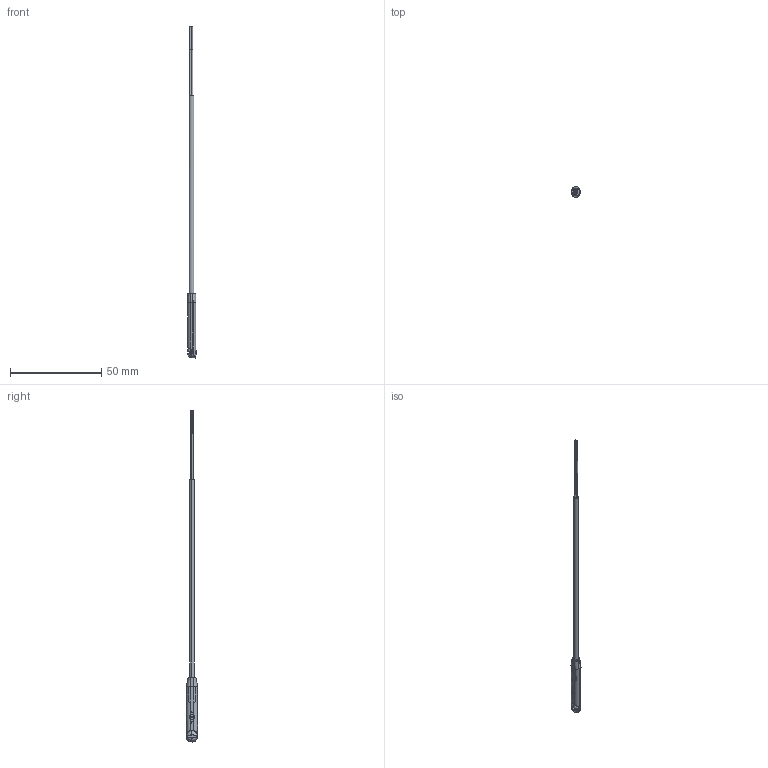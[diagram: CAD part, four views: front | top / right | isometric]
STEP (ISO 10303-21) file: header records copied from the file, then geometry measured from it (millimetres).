
FILE_DESCRIPTION (( 'STEP AP214' ), '1' );
FILE_NAME ('CPS9Q-AP-A.STEP', '2015-02-18T19:29:57', ( '' ), ( '' ), 'SwSTEP 2.0', 'SolidWorks 2014', '' );
FILE_SCHEMA (( 'AUTOMOTIVE_DESIGN' ));
Length unit declared in the file: inch
Products named in the file (1): CPS9Q-AP-A
Bounding box: 4.57 x 6.24 x 182.11 mm (x, y, z)
Volume: 1380.7 mm3; surface area: 1836.2 mm2
Topology: 3 solids, 3 shells, 171 faces, 447 edges, 287 vertices
Faces by surface type: plane 79, cylinder 50, bspline 24, cone 8, torus 8, sphere 2
Entity records: 7679 total; most frequent: CARTESIAN_POINT 2975, ORIENTED_EDGE 886, DIRECTION 598, EDGE_CURVE 443, VERTEX_POINT 287, AXIS2_PLACEMENT_3D 203, VECTOR 192, LINE 192
